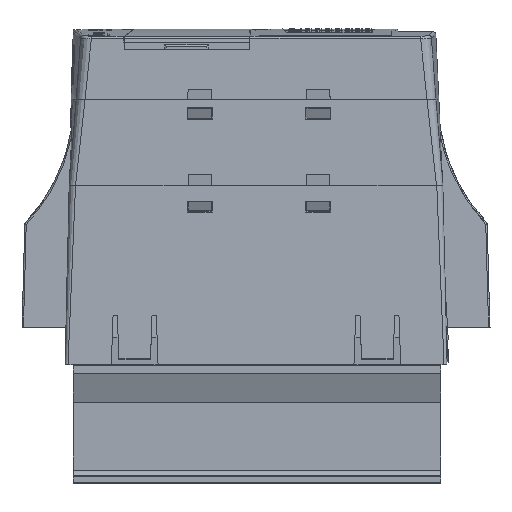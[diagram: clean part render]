
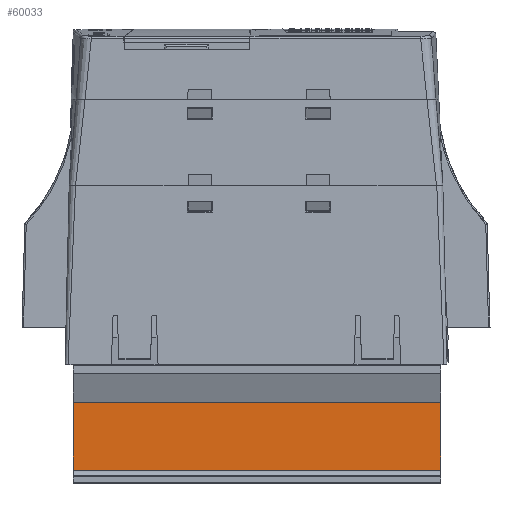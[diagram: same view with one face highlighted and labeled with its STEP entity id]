
A CAD part, left-side view. The second image highlights one B-rep face of the part: STEP entity #60033.
In plain terms, the highlighted planar face has unit normal (-1, 0, 0).
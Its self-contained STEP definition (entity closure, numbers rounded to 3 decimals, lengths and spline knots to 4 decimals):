
#5841 = VERTEX_POINT ( 'NONE', #145280 ) ;
#6349 = VERTEX_POINT ( 'NONE', #162081 ) ;
#13483 = LINE ( 'NONE', #61595, #89700 ) ;
#15945 = CARTESIAN_POINT ( 'NONE',  ( -1.4416, -0.8577, 5.0079 ) ) ;
#16828 = VERTEX_POINT ( 'NONE', #163831 ) ;
#24407 = DIRECTION ( 'NONE',  ( 0., 0., -1. ) ) ;
#26157 = VECTOR ( 'NONE', #58314, 39.3701 ) ;
#32031 = LINE ( 'NONE', #160758, #161409 ) ;
#48206 = DIRECTION ( 'NONE',  ( 0., -1., 0. ) ) ;
#58314 = DIRECTION ( 'NONE',  ( 0., 0., 1. ) ) ;
#60033 = ADVANCED_FACE ( 'NONE', ( #126784 ), #138563, .F. ) ;
#61595 = CARTESIAN_POINT ( 'NONE',  ( -1.4416, -0.7987, 5.0079 ) ) ;
#76176 = LINE ( 'NONE', #96950, #26157 ) ;
#89700 = VECTOR ( 'NONE', #192875, 39.3701 ) ;
#96950 = CARTESIAN_POINT ( 'NONE',  ( -1.4416, 0.1266, 5.0079 ) ) ;
#98069 = EDGE_CURVE ( 'NONE', #6349, #5841, #76176, .T. ) ;
#116066 = DIRECTION ( 'NONE',  ( 0., -1., 0. ) ) ;
#126784 = FACE_OUTER_BOUND ( 'NONE', #202775, .T. ) ;
#130158 = LINE ( 'NONE', #15945, #203564 ) ;
#136951 = DIRECTION ( 'NONE',  ( 1., 0., 0. ) ) ;
#138563 = PLANE ( 'NONE',  #148053 ) ;
#138596 = VERTEX_POINT ( 'NONE', #195433 ) ;
#145280 = CARTESIAN_POINT ( 'NONE',  ( -1.4416, 0.1266, 5.0079 ) ) ;
#148053 = AXIS2_PLACEMENT_3D ( 'NONE', #158221, #136951, #24407 ) ;
#149282 = ORIENTED_EDGE ( 'NONE', *, *, #98069, .F. ) ;
#158221 = CARTESIAN_POINT ( 'NONE',  ( -1.4416, 0.1266, 5.0079 ) ) ;
#160758 = CARTESIAN_POINT ( 'NONE',  ( -1.4416, -0.8577, 0. ) ) ;
#161409 = VECTOR ( 'NONE', #48206, 39.3701 ) ;
#162081 = CARTESIAN_POINT ( 'NONE',  ( -1.4416, 0.1266, 0. ) ) ;
#163831 = CARTESIAN_POINT ( 'NONE',  ( -1.4416, -0.7987, 0. ) ) ;
#174179 = EDGE_CURVE ( 'NONE', #6349, #16828, #32031, .T. ) ;
#180527 = EDGE_CURVE ( 'NONE', #5841, #138596, #130158, .T. ) ;
#188084 = ORIENTED_EDGE ( 'NONE', *, *, #214324, .T. ) ;
#192875 = DIRECTION ( 'NONE',  ( 0., 0., 1. ) ) ;
#194415 = ORIENTED_EDGE ( 'NONE', *, *, #174179, .T. ) ;
#195433 = CARTESIAN_POINT ( 'NONE',  ( -1.4416, -0.7987, 5.0079 ) ) ;
#202775 = EDGE_LOOP ( 'NONE', ( #188084, #210560, #149282, #194415 ) ) ;
#203564 = VECTOR ( 'NONE', #116066, 39.3701 ) ;
#210560 = ORIENTED_EDGE ( 'NONE', *, *, #180527, .F. ) ;
#214324 = EDGE_CURVE ( 'NONE', #16828, #138596, #13483, .T. ) ;
